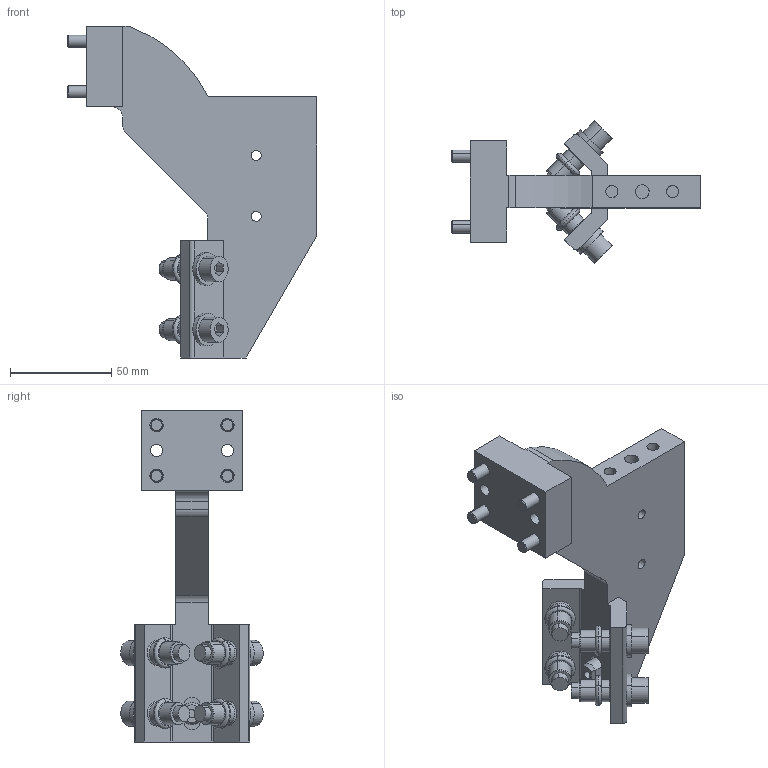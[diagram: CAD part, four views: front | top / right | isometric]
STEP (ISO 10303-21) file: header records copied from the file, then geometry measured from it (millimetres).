
FILE_DESCRIPTION(('CATIA V5 STEP'),'2;1');
FILE_NAME('AEGT274.stp','2018-07-15T23:59:36+00:00',('none'),('none'),'CATIA Version 5 Release 21 GA (IN-10)','CATIA V5 STEP AP214','none');
FILE_SCHEMA(('AUTOMOTIVE_DESIGN { 1 0 10303 214 1 1 1 1 }'));
Length unit declared in the file: millimetre
Products named in the file (1): AEGT274
Bounding box: 123.4 x 70.35 x 164 mm (x, y, z)
Volume: 199450.4 mm3; surface area: 53255.4 mm2
Topology: 1 solids, 5 shells, 330 faces, 741 edges, 472 vertices
Faces by surface type: cylinder 147, plane 129, cone 38, torus 16
Entity records: 9493 total; most frequent: CARTESIAN_POINT 2382, ORIENTED_EDGE 1482, DIRECTION 1255, EDGE_CURVE 741, AXIS2_PLACEMENT_3D 611, VERTEX_POINT 472, EDGE_LOOP 399, VECTOR 353
